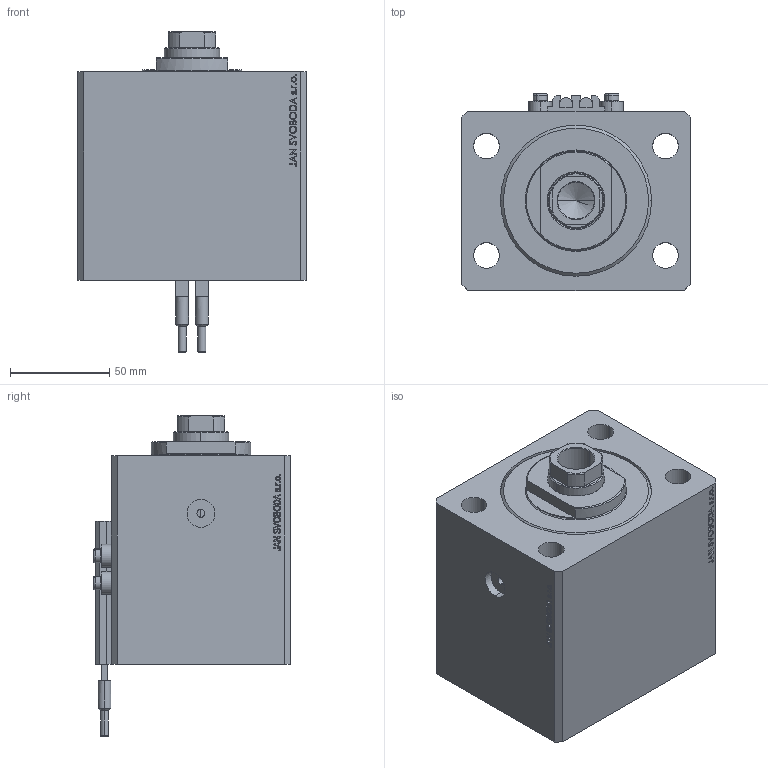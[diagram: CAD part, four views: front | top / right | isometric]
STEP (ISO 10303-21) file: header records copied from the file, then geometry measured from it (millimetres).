
FILE_DESCRIPTION (( 'STEP AP203' ), '1' );
FILE_NAME ('2a0a.STEP', '2025-06-12T11:22:54', ( '' ), ( '' ), 'SwSTEP 2.0', 'SolidWorks 2019', '' );
FILE_SCHEMA (( 'CONFIG_CONTROL_DESIGN' ));
Length unit declared in the file: millimetre
Products named in the file (6): V250CE_C_Body b325ee2c59144824dafc423d6b84749e; SWITCH_V250CE b325ee2c59144824dafc423d6b84749e; 2a0a; ALLEN BOLT V250CE b325ee2c59144824dafc423d6b84749e; V250CE_VC_C b325ee2c59144824dafc423d6b84749e; V250CE_C_VCP b325ee2c59144824dafc423d6b84749e
Assembly tree (9 placements, depth 2):
  2a0a
    V250CE_C_Body b325ee2c59144824dafc423d6b84749e
    ALLEN BOLT V250CE b325ee2c59144824dafc423d6b84749e  x4
    V250CE_C_VCP b325ee2c59144824dafc423d6b84749e
    V250CE_VC_C b325ee2c59144824dafc423d6b84749e
    SWITCH_V250CE b325ee2c59144824dafc423d6b84749e  x2
Bounding box: 115 x 99 x 161 mm (x, y, z)
Volume: 999880.3 mm3; surface area: 150932.6 mm2
Topology: 10 solids, 10 shells, 1090 faces, 2718 edges, 1767 vertices
Faces by surface type: plane 536, bspline 374, cylinder 100, cone 62, torus 18
Entity records: 48183 total; most frequent: CARTESIAN_POINT 26012, ORIENTED_EDGE 5018, DIRECTION 3193, EDGE_CURVE 2509, VERTEX_POINT 1653, LINE 1521, VECTOR 1521, EDGE_LOOP 1114
